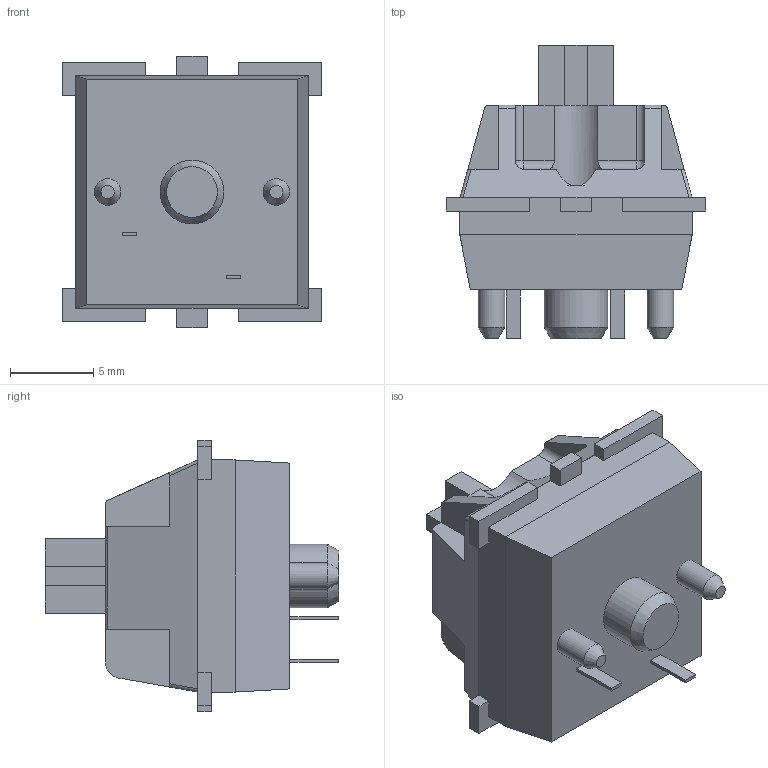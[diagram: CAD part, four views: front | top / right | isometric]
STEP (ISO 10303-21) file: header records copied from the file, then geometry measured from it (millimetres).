
FILE_DESCRIPTION(/* description */ ('','CAx-IF Rec.Pracs.---Representation and Presentation of Product Manufacturing Information (PMI)---4.0---2014-10-13'),/* implementation_level */ '2;1');
FILE_NAME(/* name */ 'switch v1.step',/* time_stamp */ '2025-01-19T16:01:08+01:00',/* author */ (''),/* organization */ (''),/* preprocessor_version */ 'ST-DEVELOPER v20',/* originating_system */ 'Autodesk Translation Framework v13.20.0.188',/* authorisation */ '');
FILE_SCHEMA (('AP242_MANAGED_MODEL_BASED_3D_ENGINEERING_MIM_LF { 1 0 10303 442 1 1 4 }'));
Length unit declared in the file: millimetre
Products named in the file (3): cherry mx v28; Component1; Component2
Assembly tree (2 placements, depth 2):
  cherry mx v28
    Component1
    Component2
Bounding box: 15.64 x 17.68 x 16.33 mm (x, y, z)
Volume: 1749 mm3; surface area: 1730.2 mm2
Topology: 8 solids, 8 shells, 129 faces, 323 edges, 212 vertices
Faces by surface type: plane 105, cylinder 19, cone 3, sphere 2
Full cylindrical faces by diameter (mm): 1.6 x2, 3.85 x1
Entity records: 3910 total; most frequent: CARTESIAN_POINT 687, ORIENTED_EDGE 646, DIRECTION 635, EDGE_CURVE 323, LINE 275, VECTOR 275, VERTEX_POINT 212, AXIS2_PLACEMENT_3D 180
